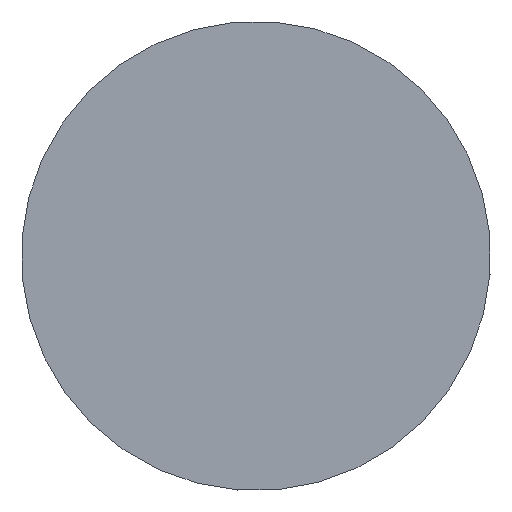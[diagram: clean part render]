
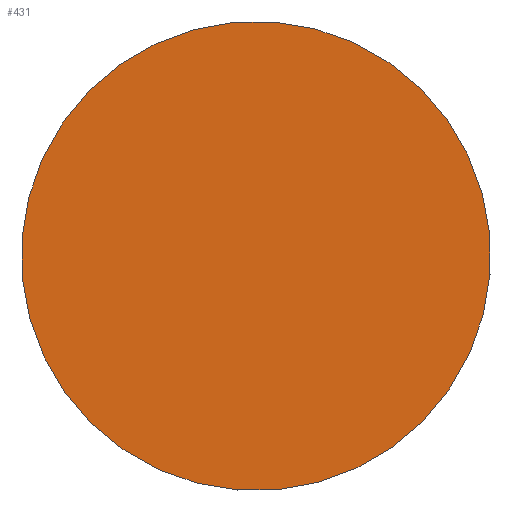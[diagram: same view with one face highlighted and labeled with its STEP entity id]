
A CAD part, front view. The second image highlights one B-rep face of the part: STEP entity #431.
In plain terms, the highlighted planar face has unit normal (0, -1, 0).
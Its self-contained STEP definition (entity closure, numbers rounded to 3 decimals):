
#37=PLANE('',#504);
#77=FACE_OUTER_BOUND('',#105,.T.);
#105=EDGE_LOOP('',(#353,#354));
#178=CIRCLE('',#502,25.);
#179=CIRCLE('',#503,25.);
#209=VERTEX_POINT('',#725);
#210=VERTEX_POINT('',#726);
#261=EDGE_CURVE('',#209,#210,#178,.T.);
#262=EDGE_CURVE('',#210,#209,#179,.T.);
#353=ORIENTED_EDGE('',*,*,#261,.T.);
#354=ORIENTED_EDGE('',*,*,#262,.T.);
#431=ADVANCED_FACE('',(#77),#37,.T.);
#502=AXIS2_PLACEMENT_3D('',#727,#608,#609);
#503=AXIS2_PLACEMENT_3D('',#728,#610,#611);
#504=AXIS2_PLACEMENT_3D('',#730,#613,#614);
#608=DIRECTION('center_axis',(0.,-1.,0.));
#609=DIRECTION('ref_axis',(0.995,0.,0.096));
#610=DIRECTION('center_axis',(0.,-1.,0.));
#611=DIRECTION('ref_axis',(0.995,0.,0.096));
#613=DIRECTION('center_axis',(0.,-1.,0.));
#614=DIRECTION('ref_axis',(0.096,0.,-0.995));
#725=CARTESIAN_POINT('',(24.886,-19.798,2.389));
#726=CARTESIAN_POINT('',(-24.886,-19.798,-2.389));
#727=CARTESIAN_POINT('Origin',(0.,-19.798,0.));
#728=CARTESIAN_POINT('Origin',(0.,-19.798,0.));
#730=CARTESIAN_POINT('Origin',(12.443,-19.798,1.194));
